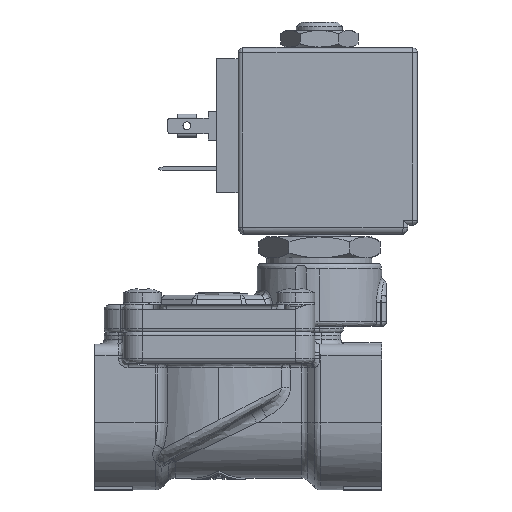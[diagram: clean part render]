
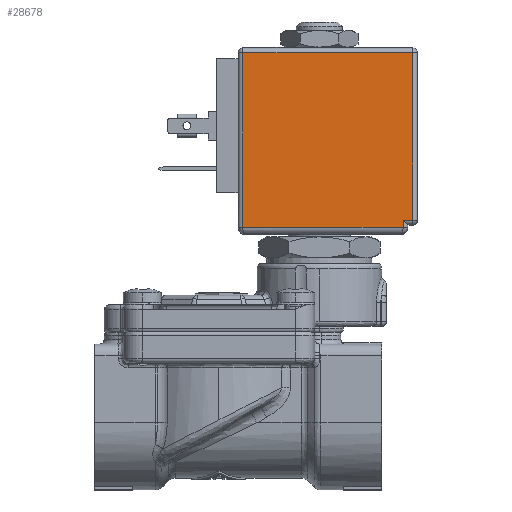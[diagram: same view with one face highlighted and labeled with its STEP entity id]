
A CAD part, top view. The second image highlights one B-rep face of the part: STEP entity #28678.
In plain terms, the highlighted planar face has unit normal (0, 0, 1).
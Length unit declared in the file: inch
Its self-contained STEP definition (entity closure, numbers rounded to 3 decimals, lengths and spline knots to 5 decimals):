
#716 = VERTEX_POINT ( 'NONE', #12628 ) ;
#965 = CARTESIAN_POINT ( 'NONE',  ( 1.51575, 3.08661, 0.59055 ) ) ;
#1185 = DIRECTION ( 'NONE',  ( 1., 0., 0. ) ) ;
#2014 = VECTOR ( 'NONE', #28340, 39.37008 ) ;
#2131 = VERTEX_POINT ( 'NONE', #29533 ) ;
#2447 = DIRECTION ( 'NONE',  ( 0., 1., 0. ) ) ;
#2607 = DIRECTION ( 'NONE',  ( 1., 0., 0. ) ) ;
#2831 = VERTEX_POINT ( 'NONE', #33506 ) ;
#3161 = CARTESIAN_POINT ( 'NONE',  ( 0.19685, 3.08661, 0.59055 ) ) ;
#3704 = VECTOR ( 'NONE', #10820, 39.37008 ) ;
#5366 = CARTESIAN_POINT ( 'NONE',  ( 1.59449, 1.66929, 0.59055 ) ) ;
#5846 = PLANE ( 'NONE',  #14143 ) ;
#7469 = LINE ( 'NONE', #17813, #12376 ) ;
#7673 = EDGE_CURVE ( 'NONE', #11156, #2831, #29141, .T. ) ;
#7722 = CARTESIAN_POINT ( 'NONE',  ( 0.82677, 3.08661, 0.59055 ) ) ;
#8031 = VECTOR ( 'NONE', #1185, 39.37008 ) ;
#8418 = ORIENTED_EDGE ( 'NONE', *, *, #23037, .T. ) ;
#9793 = LINE ( 'NONE', #10455, #29652 ) ;
#10455 = CARTESIAN_POINT ( 'NONE',  ( 1.59449, 3.08661, 0.59055 ) ) ;
#10820 = DIRECTION ( 'NONE',  ( 0., -1., 0. ) ) ;
#11156 = VERTEX_POINT ( 'NONE', #20175 ) ;
#11720 = CARTESIAN_POINT ( 'NONE',  ( 0.82677, 1.61024, 0.59055 ) ) ;
#12202 = EDGE_CURVE ( 'NONE', #716, #2131, #29487, .T. ) ;
#12376 = VECTOR ( 'NONE', #28171, 39.37008 ) ;
#12628 = CARTESIAN_POINT ( 'NONE',  ( 1.51575, 1.66929, 0.59055 ) ) ;
#13416 = CARTESIAN_POINT ( 'NONE',  ( 1.59449, 3.04724, 0.59055 ) ) ;
#13655 = VECTOR ( 'NONE', #17092, 39.37008 ) ;
#14143 = AXIS2_PLACEMENT_3D ( 'NONE', #7722, #16206, #2607 ) ;
#15399 = EDGE_CURVE ( 'NONE', #2831, #2131, #24100, .T. ) ;
#16206 = DIRECTION ( 'NONE',  ( 0., 0., 1. ) ) ;
#16418 = VERTEX_POINT ( 'NONE', #13416 ) ;
#17092 = DIRECTION ( 'NONE',  ( 0., -1., 0. ) ) ;
#17129 = ORIENTED_EDGE ( 'NONE', *, *, #12202, .F. ) ;
#17813 = CARTESIAN_POINT ( 'NONE',  ( 0.82677, 3.04724, 0.59055 ) ) ;
#17986 = CARTESIAN_POINT ( 'NONE',  ( 0.82677, 1.66929, 0.59055 ) ) ;
#20175 = CARTESIAN_POINT ( 'NONE',  ( 0.19685, 3.04724, 0.59055 ) ) ;
#21574 = EDGE_CURVE ( 'NONE', #21683, #16418, #9793, .T. ) ;
#21683 = VERTEX_POINT ( 'NONE', #5366 ) ;
#22070 = ORIENTED_EDGE ( 'NONE', *, *, #24289, .T. ) ;
#22276 = ORIENTED_EDGE ( 'NONE', *, *, #15399, .T. ) ;
#23037 = EDGE_CURVE ( 'NONE', #16418, #11156, #7469, .T. ) ;
#24100 = LINE ( 'NONE', #11720, #8031 ) ;
#24289 = EDGE_CURVE ( 'NONE', #716, #21683, #26593, .T. ) ;
#25386 = ORIENTED_EDGE ( 'NONE', *, *, #21574, .T. ) ;
#26593 = LINE ( 'NONE', #17986, #2014 ) ;
#28171 = DIRECTION ( 'NONE',  ( -1., 0., 0. ) ) ;
#28340 = DIRECTION ( 'NONE',  ( 1., 0., 0. ) ) ;
#28678 = ADVANCED_FACE ( 'NONE', ( #29091 ), #5846, .T. ) ;
#29091 = FACE_OUTER_BOUND ( 'NONE', #29581, .T. ) ;
#29141 = LINE ( 'NONE', #3161, #3704 ) ;
#29487 = LINE ( 'NONE', #965, #13655 ) ;
#29533 = CARTESIAN_POINT ( 'NONE',  ( 1.51575, 1.61024, 0.59055 ) ) ;
#29581 = EDGE_LOOP ( 'NONE', ( #30419, #22276, #17129, #22070, #25386, #8418 ) ) ;
#29652 = VECTOR ( 'NONE', #2447, 39.37008 ) ;
#30419 = ORIENTED_EDGE ( 'NONE', *, *, #7673, .T. ) ;
#33506 = CARTESIAN_POINT ( 'NONE',  ( 0.19685, 1.61024, 0.59055 ) ) ;
